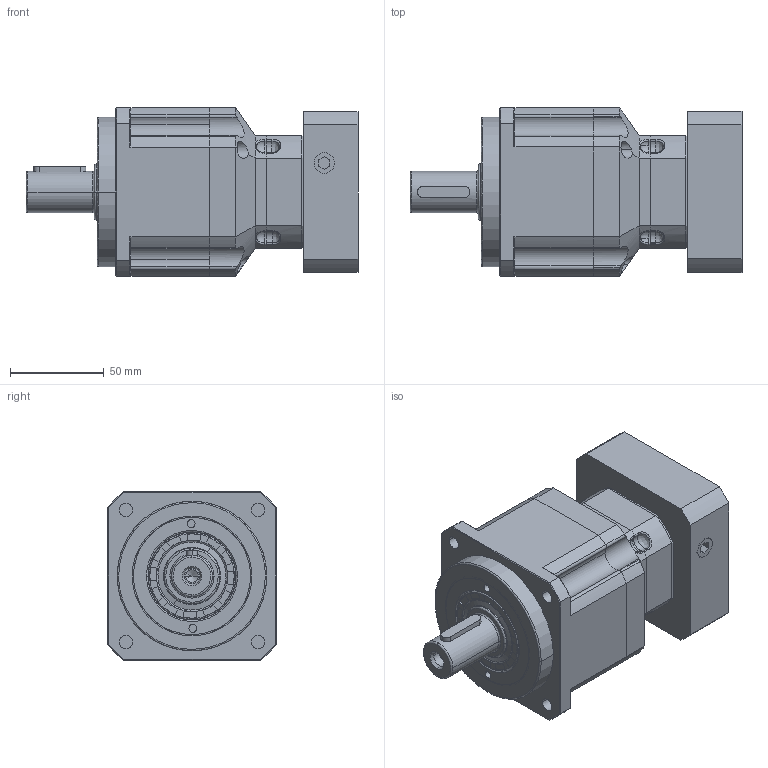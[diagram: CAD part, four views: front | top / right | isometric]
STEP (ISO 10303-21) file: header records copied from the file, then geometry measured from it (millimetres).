
FILE_DESCRIPTION (( 'STEP AP203' ), '1' );
FILE_NAME ('FAB090M1-L2-16-80-100-M6-42.STEP', '2021-05-04T06:58:41', ( '微软用户' ), ( '微软中国' ), 'SwSTEP 2.0', 'SolidWorks 2016', '' );
FILE_SCHEMA (( 'CONFIG_CONTROL_DESIGN' ));
Length unit declared in the file: millimetre
Products named in the file (15): FAB090M1-L2-16-80-100-M6-42; 输入太阳齿轮060M1-19; 坶踡遠23-43.5-12(1); hexagon socket head cap screws gb_GB_FASTENER_SCREWS_HSHCS M4X16-N_2; 隅弇覃淕杶FAB090D; 楊擘耜謂蹟佪M12; 输出内齿圈壳体FAB090D-Z108; M5-12樓粟菜_2; 怀堤俴陎殤FAB090-5D; 输入法兰FAB060M1-80X30XM6; A倰す瑩 6-28; 输入调整套19-16; 蚐猾30476; 一级内齿圈壳体FAB060D; 5-输入端壳体FAB060M1
Assembly tree (22 placements, depth 2):
  FAB090M1-L2-16-80-100-M6-42
    隅弇覃淕杶FAB090D
    输出内齿圈壳体FAB090D-Z108
    怀堤俴陎殤FAB090-5D
    A倰す瑩 6-28
    蚐猾30476
    5-输入端壳体FAB060M1
    输入太阳齿轮060M1-19
    坶踡遠23-43.5-12(1)
    hexagon socket head cap screws gb_GB_FASTENER_SCREWS_HSHCS M4X16-N_2  x6
    楊擘耜謂蹟佪M12
    M5-12樓粟菜_2  x4
    输入法兰FAB060M1-80X30XM6
    输入调整套19-16
    一级内齿圈壳体FAB060D
Bounding box: 177.5 x 90 x 90 mm (x, y, z)
Volume: 750415.3 mm3; surface area: 146836.2 mm2
Topology: 19 solids, 31 shells, 1016 faces, 2485 edges, 1551 vertices
Faces by surface type: cylinder 396, plane 359, cone 149, bspline 83, torus 21, sphere 8
Entity records: 31618 total; most frequent: CARTESIAN_POINT 10879, DIRECTION 4072, ORIENTED_EDGE 3901, EDGE_CURVE 1954, AXIS2_PLACEMENT_3D 1638, VERTEX_POINT 1250, EDGE_LOOP 919, CIRCLE 878
